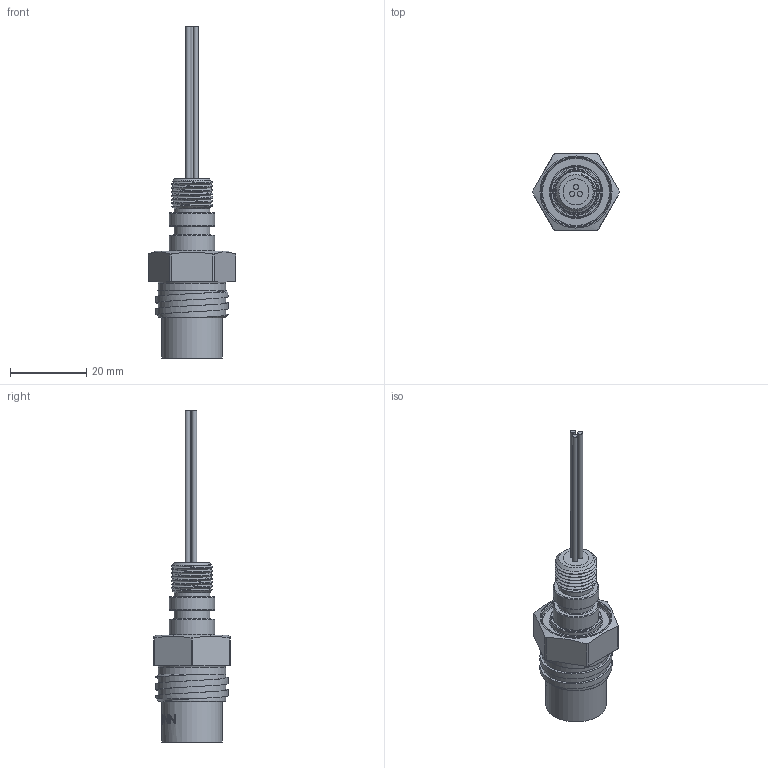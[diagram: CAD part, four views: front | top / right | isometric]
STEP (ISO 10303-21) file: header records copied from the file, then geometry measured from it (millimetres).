
FILE_DESCRIPTION(/* description */ (''),/* implementation_level */ '2;1');
FILE_NAME(/* name */ 'MCBH3F 2 O-ring 20mm Hex.stp',/* time_stamp */ '2014-11-26T14:56:33+01:00',/* author */ ('sh'),/* organization */ (''),/* preprocessor_version */ 'ST-DEVELOPER v15.2',/* originating_system */ 'Autodesk Inventor 2014',/* authorisation */ '');
FILE_SCHEMA (('AUTOMOTIVE_DESIGN { 1 0 10303 214 3 1 1 }'));
Length unit declared in the file: millimetre
Products named in the file (1): MCBH3F 2 O-ring 20mm Hex
Bounding box: 22.87 x 19.94 x 87.02 mm (x, y, z)
Volume: 7662.7 mm3; surface area: 7388.4 mm2
Topology: 6 solids, 6 shells, 259 faces, 695 edges, 472 vertices
Faces by surface type: bspline 91, plane 90, cylinder 45, torus 20, cone 13
Full cylindrical faces by diameter (mm): 1.321 x3, 1.981 x1, 4.763 x9, 5.537 x2, 7.264 x1, 9.322 x1, 9.398 x1, 11.918 x2, 13.5 x1, 15.875 x1, 15.9 x1, 17.628 x1, 17.971 x1
Entity records: 16157 total; most frequent: CARTESIAN_POINT 10323, ORIENTED_EDGE 1230, DIRECTION 863, EDGE_CURVE 615, VERTEX_POINT 451, EDGE_LOOP 338, AXIS2_PLACEMENT_3D 303, LINE 257
